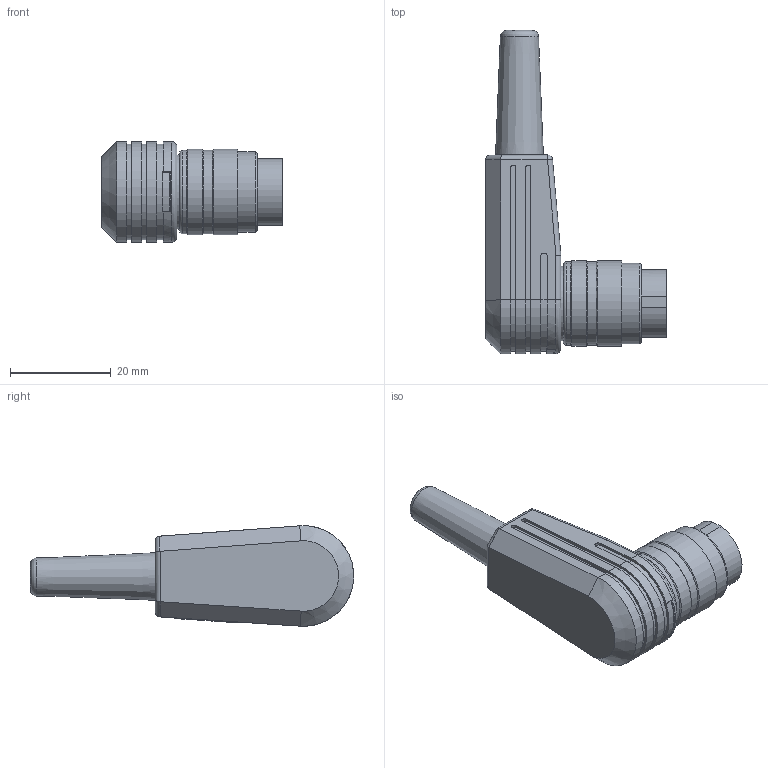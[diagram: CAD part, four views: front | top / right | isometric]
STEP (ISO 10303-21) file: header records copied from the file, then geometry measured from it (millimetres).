
FILE_DESCRIPTION(/* description */ (''),/* implementation_level */ '2;1');
FILE_NAME(/* name */ 't 3300 005 unxc001-01.stp',/* time_stamp */ '2019-07-08T15:45:14+02:00',/* author */ (''),/* organization */ (''),/* preprocessor_version */ 'ST-DEVELOPER v16.7',/* originating_system */ 'SIEMENS PLM Software NX 12.0',/* authorisation */ '');
FILE_SCHEMA (('AUTOMOTIVE_DESIGN { 1 0 10303 214 3 1 1 1 }'));
Length unit declared in the file: millimetre
Products named in the file (1): t 3300 005 unxc001-01
Bounding box: 36 x 64.28 x 19.95 mm (x, y, z)
Volume: 14063.5 mm3; surface area: 6246.8 mm2
Topology: 1 solids, 1 shells, 281 faces, 712 edges, 463 vertices
Faces by surface type: plane 178, cylinder 62, cone 18, bspline 15, extrusion 8
Full cylindrical faces by diameter (mm): 1.475 x4, 1.82 x4, 3 x1, 5 x1, 14.9 x1, 15.5 x1, 16 x1, 16.6 x2, 17 x2
Entity records: 8530 total; most frequent: CARTESIAN_POINT 1888, DIRECTION 1308, ORIENTED_EDGE 1282, EDGE_CURVE 641, VECTOR 444, VERTEX_POINT 439, LINE 436, AXIS2_PLACEMENT_3D 432
